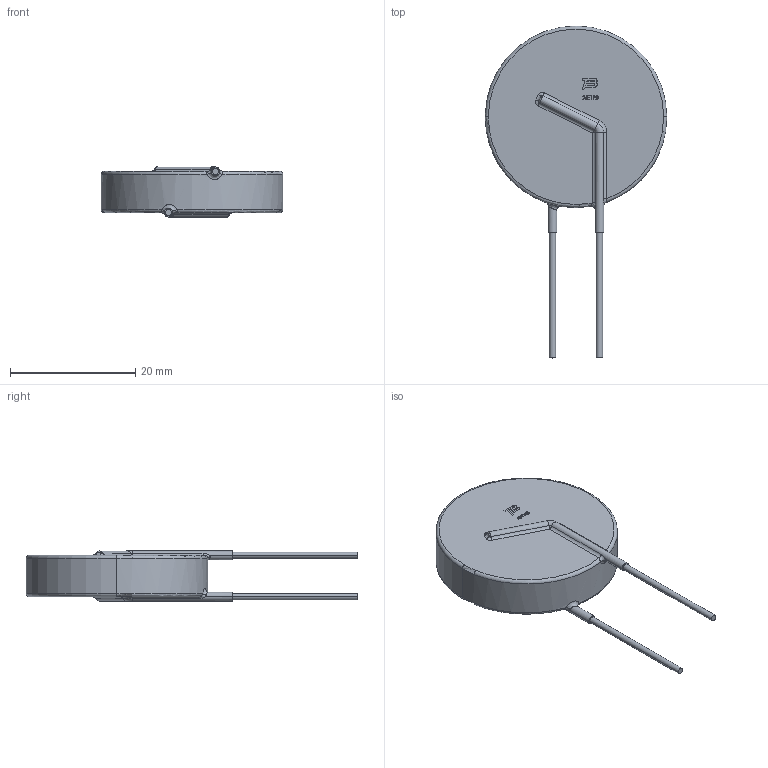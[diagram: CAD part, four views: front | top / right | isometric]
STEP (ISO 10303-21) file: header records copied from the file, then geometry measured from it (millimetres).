
FILE_DESCRIPTION (( 'STEP AP214' ), '1' );
FILE_NAME ('BN-LG25Y-S Type.STP', '2023-01-06T15:37:00', ( '' ), ( '' ), 'SwSTEP 2.0', 'SolidWorks 2021', '' );
FILE_SCHEMA (( 'AUTOMOTIVE_DESIGN' ));
Length unit declared in the file: millimetre
Products named in the file (1): BN-LG25Y-S Type
Bounding box: 29 x 53 x 8 mm (x, y, z)
Volume: 4433.4 mm3; surface area: 2078 mm2
Topology: 3 solids, 3 shells, 153 faces, 384 edges, 246 vertices
Faces by surface type: plane 71, bspline 50, cylinder 20, torus 12
Entity records: 8093 total; most frequent: CARTESIAN_POINT 4546, ORIENTED_EDGE 764, DIRECTION 542, EDGE_CURVE 382, VERTEX_POINT 246, LINE 218, VECTOR 218, EDGE_LOOP 164
